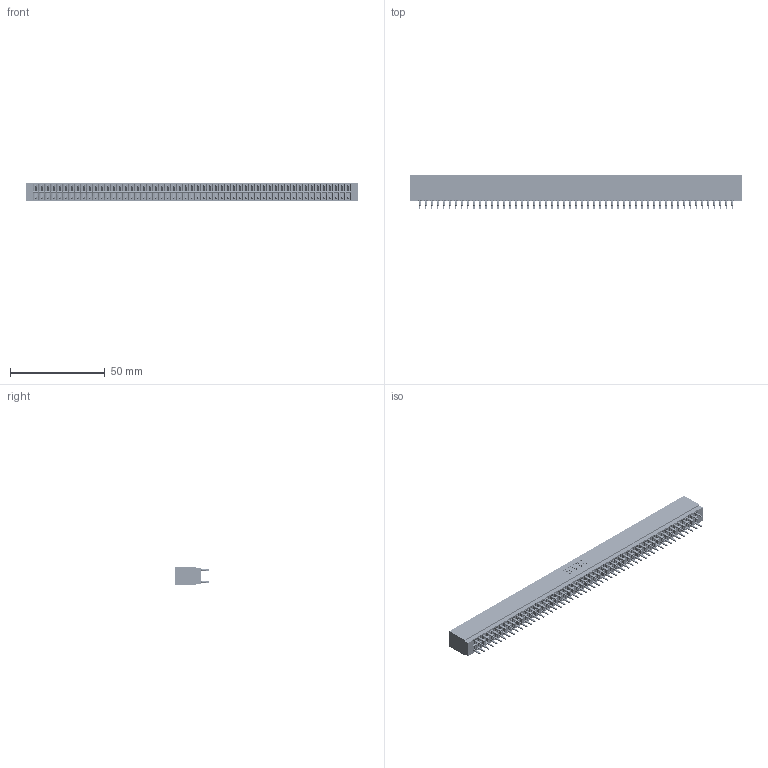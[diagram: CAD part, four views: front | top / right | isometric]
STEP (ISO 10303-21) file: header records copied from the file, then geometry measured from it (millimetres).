
FILE_DESCRIPTION (( 'STEP AP203' ), '1' );
FILE_NAME ('726-106-525-201.STEP', '2020-05-28T13:09:39', ( '' ), ( '' ), 'SwSTEP 2.0', 'SolidWorks 2020', '' );
FILE_SCHEMA (( 'CONFIG_CONTROL_DESIGN' ));
Length unit declared in the file: inch
Products named in the file (3): 746-292-001_525; 726-106-525-201; 726 Part_.515 Slot Depth - 01
Assembly tree (107 placements, depth 2):
  726-106-525-201
    726 Part_.515 Slot Depth - 01
    746-292-001_525  x106
Bounding box: 175.51 x 18.4 x 9.91 mm (x, y, z)
Volume: 16038.7 mm3; surface area: 26682.8 mm2
Topology: 107 solids, 107 shells, 9584 faces, 26339 edges, 16764 vertices
Faces by surface type: plane 4931, bspline 2120, cylinder 1897, torus 636
Entity records: 80237 total; most frequent: CARTESIAN_POINT 15855, ORIENTED_EDGE 13828, DIRECTION 11526, EDGE_CURVE 6914, LINE 6200, VECTOR 6200, VERTEX_POINT 4584, AXIS2_PLACEMENT_3D 2663
